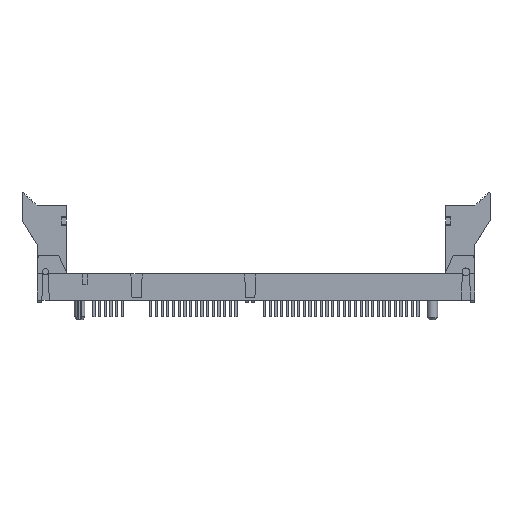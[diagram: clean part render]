
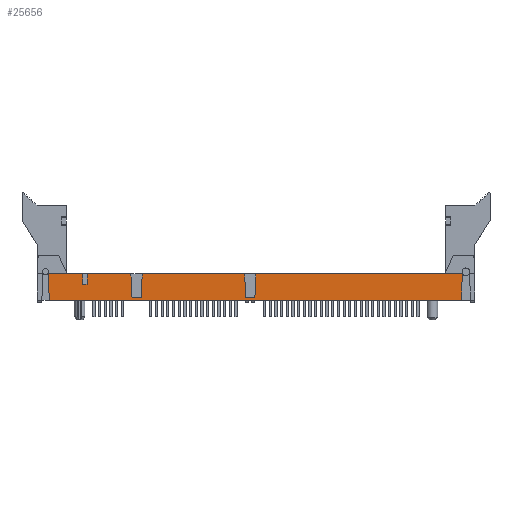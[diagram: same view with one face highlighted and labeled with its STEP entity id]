
A CAD part, top view. The second image highlights one B-rep face of the part: STEP entity #25656.
In plain terms, the highlighted planar face has unit normal (0, 0, 1).
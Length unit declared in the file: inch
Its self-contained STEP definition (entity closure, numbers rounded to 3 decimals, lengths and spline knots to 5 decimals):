
#137=DIRECTION('',(1.,0.,0.));
#138=VECTOR('',#137,3.62);
#139=CARTESIAN_POINT('',(-1.8175,-0.125,0.145));
#140=LINE('',#139,#138);
#2684=DIRECTION('',(-1.,0.,0.));
#2685=VECTOR('',#2684,1.81496);
#2686=CARTESIAN_POINT('',(1.81496,0.105,0.145));
#2687=LINE('',#2686,#2685);
#2700=DIRECTION('',(-1.,0.,0.));
#2701=VECTOR('',#2700,0.9);
#2702=CARTESIAN_POINT('',(-0.1,0.105,0.145));
#2703=LINE('',#2702,#2701);
#2716=DIRECTION('',(-1.,0.,0.));
#2717=VECTOR('',#2716,0.385);
#2718=CARTESIAN_POINT('',(-1.1,0.105,0.145));
#2719=LINE('',#2718,#2717);
#2732=DIRECTION('',(-1.,0.,0.));
#2733=VECTOR('',#2732,0.3);
#2734=CARTESIAN_POINT('',(-1.525,0.105,0.145));
#2735=LINE('',#2734,#2733);
#3948=DIRECTION('',(0.,-1.,0.));
#3949=VECTOR('',#3948,0.09);
#3950=CARTESIAN_POINT('',(-1.525,0.105,0.145));
#3951=LINE('',#3950,#3949);
#3952=DIRECTION('',(1.,0.,0.));
#3953=VECTOR('',#3952,0.04);
#3954=CARTESIAN_POINT('',(-1.525,0.015,0.145));
#3955=LINE('',#3954,#3953);
#3956=DIRECTION('',(0.,-1.,0.));
#3957=VECTOR('',#3956,0.09);
#3958=CARTESIAN_POINT('',(-1.485,0.105,0.145));
#3959=LINE('',#3958,#3957);
#3960=DIRECTION('',(0.048,-0.999,0.));
#3961=VECTOR('',#3960,0.21024);
#3962=CARTESIAN_POINT('',(-1.1,0.105,0.145));
#3963=LINE('',#3962,#3961);
#3964=DIRECTION('',(1.,0.,0.));
#3965=VECTOR('',#3964,0.08);
#3966=CARTESIAN_POINT('',(-1.09,-0.105,0.145));
#3967=LINE('',#3966,#3965);
#3968=DIRECTION('',(0.048,0.999,0.));
#3969=VECTOR('',#3968,0.21024);
#3970=CARTESIAN_POINT('',(-1.01,-0.105,0.145));
#3971=LINE('',#3970,#3969);
#3972=DIRECTION('',(0.048,-0.999,0.));
#3973=VECTOR('',#3972,0.21024);
#3974=CARTESIAN_POINT('',(-0.1,0.105,0.145));
#3975=LINE('',#3974,#3973);
#3976=DIRECTION('',(1.,0.,0.));
#3977=VECTOR('',#3976,0.08);
#3978=CARTESIAN_POINT('',(-0.09,-0.105,0.145));
#3979=LINE('',#3978,#3977);
#3980=DIRECTION('',(0.048,0.999,0.));
#3981=VECTOR('',#3980,0.21024);
#3982=CARTESIAN_POINT('',(-0.01,-0.105,0.145));
#3983=LINE('',#3982,#3981);
#3984=DIRECTION('',(-0.054,-0.999,0.));
#3985=VECTOR('',#3984,0.23034);
#3986=CARTESIAN_POINT('',(1.81496,0.105,0.145));
#3987=LINE('',#3986,#3985);
#3988=DIRECTION('',(-0.033,0.999,0.));
#3989=VECTOR('',#3988,0.23012);
#3990=CARTESIAN_POINT('',(-1.8175,-0.125,0.145));
#3991=LINE('',#3990,#3989);
#17464=CARTESIAN_POINT('',(-1.8175,-0.125,0.145));
#17465=CARTESIAN_POINT('',(-1.825,0.105,0.145));
#17466=VERTEX_POINT('',#17464);
#17467=VERTEX_POINT('',#17465);
#17468=CARTESIAN_POINT('',(1.81496,0.105,0.145));
#17469=CARTESIAN_POINT('',(1.8025,-0.125,0.145));
#17470=VERTEX_POINT('',#17468);
#17471=VERTEX_POINT('',#17469);
#17992=CARTESIAN_POINT('',(-0.1,0.105,0.145));
#17993=CARTESIAN_POINT('',(-0.09,-0.105,0.145));
#17994=VERTEX_POINT('',#17992);
#17995=VERTEX_POINT('',#17993);
#17996=CARTESIAN_POINT('',(-0.01,-0.105,0.145));
#17997=VERTEX_POINT('',#17996);
#17998=CARTESIAN_POINT('',(0.,0.105,0.145));
#17999=VERTEX_POINT('',#17998);
#18000=CARTESIAN_POINT('',(-1.1,0.105,0.145));
#18001=CARTESIAN_POINT('',(-1.09,-0.105,0.145));
#18002=VERTEX_POINT('',#18000);
#18003=VERTEX_POINT('',#18001);
#18004=CARTESIAN_POINT('',(-1.01,-0.105,0.145));
#18005=VERTEX_POINT('',#18004);
#18006=CARTESIAN_POINT('',(-1.,0.105,0.145));
#18007=VERTEX_POINT('',#18006);
#18020=CARTESIAN_POINT('',(-1.525,0.105,0.145));
#18021=CARTESIAN_POINT('',(-1.525,0.015,0.145));
#18022=VERTEX_POINT('',#18020);
#18023=VERTEX_POINT('',#18021);
#18024=CARTESIAN_POINT('',(-1.485,0.015,0.145));
#18025=VERTEX_POINT('',#18024);
#18026=CARTESIAN_POINT('',(-1.485,0.105,0.145));
#18027=VERTEX_POINT('',#18026);
#25622=CARTESIAN_POINT('',(0.,0.,0.145));
#25623=DIRECTION('',(0.,0.,1.));
#25624=DIRECTION('',(1.,0.,0.));
#25625=AXIS2_PLACEMENT_3D('',#25622,#25623,#25624);
#25626=PLANE('',#25625);
#25628=ORIENTED_EDGE('',*,*,#25627,.T.);
#25630=ORIENTED_EDGE('',*,*,#25629,.T.);
#25632=ORIENTED_EDGE('',*,*,#25631,.F.);
#25633=ORIENTED_EDGE('',*,*,#24961,.F.);
#25635=ORIENTED_EDGE('',*,*,#25634,.T.);
#25637=ORIENTED_EDGE('',*,*,#25636,.T.);
#25639=ORIENTED_EDGE('',*,*,#25638,.T.);
#25640=ORIENTED_EDGE('',*,*,#24953,.F.);
#25642=ORIENTED_EDGE('',*,*,#25641,.T.);
#25644=ORIENTED_EDGE('',*,*,#25643,.T.);
#25646=ORIENTED_EDGE('',*,*,#25645,.T.);
#25647=ORIENTED_EDGE('',*,*,#24945,.F.);
#25649=ORIENTED_EDGE('',*,*,#25648,.T.);
#25650=ORIENTED_EDGE('',*,*,#23058,.F.);
#25652=ORIENTED_EDGE('',*,*,#25651,.T.);
#25653=ORIENTED_EDGE('',*,*,#24969,.F.);
#25654=EDGE_LOOP('',(#25628,#25630,#25632,#25633,#25635,#25637,#25639,#25640,
#25642,#25644,#25646,#25647,#25649,#25650,#25652,#25653));
#25655=FACE_OUTER_BOUND('',#25654,.F.);
#25656=ADVANCED_FACE('',(#25655),#25626,.T.);
#23058=EDGE_CURVE('',#17466,#17471,#140,.T.);
#24945=EDGE_CURVE('',#17470,#17999,#2687,.T.);
#24953=EDGE_CURVE('',#17994,#18007,#2703,.T.);
#24961=EDGE_CURVE('',#18002,#18027,#2719,.T.);
#24969=EDGE_CURVE('',#18022,#17467,#2735,.T.);
#25627=EDGE_CURVE('',#18022,#18023,#3951,.T.);
#25629=EDGE_CURVE('',#18023,#18025,#3955,.T.);
#25631=EDGE_CURVE('',#18027,#18025,#3959,.T.);
#25634=EDGE_CURVE('',#18002,#18003,#3963,.T.);
#25636=EDGE_CURVE('',#18003,#18005,#3967,.T.);
#25638=EDGE_CURVE('',#18005,#18007,#3971,.T.);
#25641=EDGE_CURVE('',#17994,#17995,#3975,.T.);
#25643=EDGE_CURVE('',#17995,#17997,#3979,.T.);
#25645=EDGE_CURVE('',#17997,#17999,#3983,.T.);
#25648=EDGE_CURVE('',#17470,#17471,#3987,.T.);
#25651=EDGE_CURVE('',#17466,#17467,#3991,.T.);
